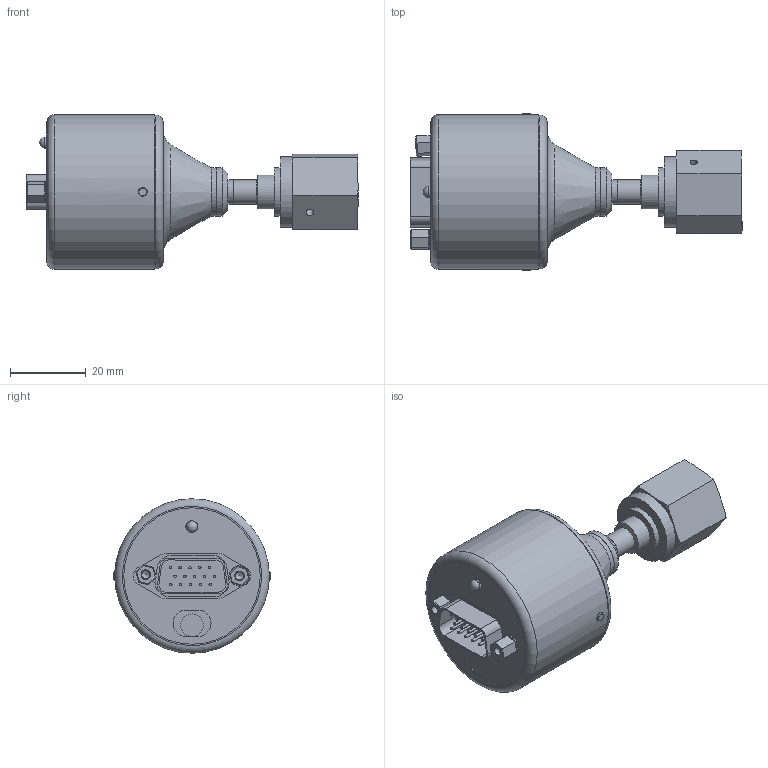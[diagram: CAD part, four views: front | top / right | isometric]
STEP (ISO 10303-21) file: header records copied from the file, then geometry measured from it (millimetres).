
FILE_DESCRIPTION((''),'2;1');
FILE_NAME('902B-VCR4-ASSEMBLY.stp','2014-09-02T13:54:25',('HeibyJa'),(''),'Autodesk Inventor 2013','Autodesk Inventor 2013','');
FILE_SCHEMA(('AUTOMOTIVE_DESIGN { 1 0 10303 214 1 1 1 1 }'));
Products named in the file (13): 902B-VCR4-ASSEMBLY; 100013962; 100013958; 100013960; 100017070; 100013909; 100017578; 100017584; 100017622; 100017624; 100017621; 100013116; 100013119
Assembly tree (14 placements, depth 3):
  902B-VCR4-ASSEMBLY
    100013962
      100013958
      100013960
    100017070  x2
    100013909  x2
    100017578
      100017584
      100017622
      100017624
      100017621
    100013116
    100013119
Bounding box: 87.59 x 41.6 x 40.75 mm (x, y, z)
Volume: 20314.6 mm3; surface area: 22885.4 mm2
Topology: 12 solids, 12 shells, 467 faces, 1015 edges, 614 vertices
Faces by surface type: plane 266, cylinder 166, cone 29, torus 5, sphere 1
Full cylindrical faces by diameter (mm): 0.65 x30, 1.567 x3, 2.032 x2, 2.05 x4, 2.156 x4, 2.301 x2, 2.7 x2, 2.997 x1, 3 x3, 3.175 x2, 3.2 x1, 3.45 x2, 3.5 x2, 4.572 x2, 5.4 x2, 6 x1, 6.35 x2, 8.89 x1, 9.144 x1, 10.1 x1, 10.16 x1, 11.43 x1, 12.7 x4, 12.751 x1, 18.542 x1, 18.6 x1, 19 x1, 36 x1, 38 x1, 39.6 x2
Entity records: 10625 total; most frequent: CARTESIAN_POINT 1953, DIRECTION 1817, ORIENTED_EDGE 1438, AXIS2_PLACEMENT_3D 722, EDGE_CURVE 719, EDGE_LOOP 577, VERTEX_POINT 508, FACE_OUTER_BOUND 383
